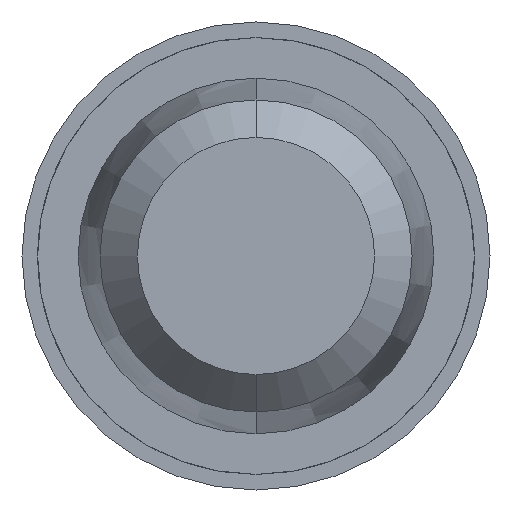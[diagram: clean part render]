
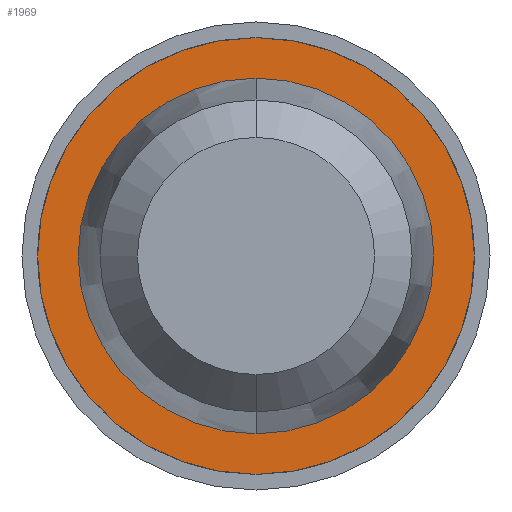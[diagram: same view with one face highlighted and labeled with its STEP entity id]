
A CAD part, front view. The second image highlights one B-rep face of the part: STEP entity #1969.
In plain terms, the highlighted planar face has unit normal (0, -1, 0).
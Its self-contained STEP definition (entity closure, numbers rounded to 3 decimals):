
#36 = AXIS2_PLACEMENT_3D ( 'NONE', #1450, #3977, #2694 ) ;
#150 = CARTESIAN_POINT ( 'NONE',  ( 0., 26., 0. ) ) ;
#161 = DIRECTION ( 'NONE',  ( 0., -1., 0. ) ) ;
#174 = CARTESIAN_POINT ( 'NONE',  ( 0., 26., -0.57 ) ) ;
#188 = VERTEX_POINT ( 'NONE', #174 ) ;
#260 = EDGE_CURVE ( 'Defeature ausgef�hrt2_14+Defeature ausgef�hrt2_15+Defeature ausgef�hrt2_15+Defeature ausgef�hrt2_15', #3451, #2766, #691, .T. ) ;
#277 = DIRECTION ( 'NONE',  ( 0., 0., -1. ) ) ;
#529 = PLANE ( 'NONE',  #36 ) ;
#615 = DIRECTION ( 'NONE',  ( 0., -1., 0. ) ) ;
#639 = DIRECTION ( 'NONE',  ( 0., 0., -1. ) ) ;
#691 = CIRCLE ( 'NONE', #2751, 0.7 ) ;
#751 = CARTESIAN_POINT ( 'NONE',  ( 0., 26., 0.7 ) ) ;
#822 = ORIENTED_EDGE ( 'NONE', *, *, #2735, .F. ) ;
#941 = AXIS2_PLACEMENT_3D ( 'NONE', #2388, #615, #639 ) ;
#1080 = CARTESIAN_POINT ( 'NONE',  ( 0., 26., 0. ) ) ;
#1433 = EDGE_CURVE ( 'Defeature ausgef�hrt2_13+Defeature ausgef�hrt2_14+Defeature ausgef�hrt2_14+Defeature ausgef�hrt2_14', #2461, #188, #2163, .T. ) ;
#1450 = CARTESIAN_POINT ( 'NONE',  ( 0.57, 26., 0. ) ) ;
#1456 = EDGE_LOOP ( 'NONE', ( #2257, #2514 ) ) ;
#1585 = CIRCLE ( 'NONE', #1970, 0.57 ) ;
#1800 = FACE_OUTER_BOUND ( 'NONE', #1456, .T. ) ;
#1939 = EDGE_LOOP ( 'NONE', ( #3784, #822 ) ) ;
#1969 = ADVANCED_FACE ( 'Defeature ausgef�hrt2_14', ( #1800, #3044 ), #529, .T. ) ;
#1970 = AXIS2_PLACEMENT_3D ( 'NONE', #2318, #161, #2336 ) ;
#2010 = DIRECTION ( 'NONE',  ( 0., -1., 0. ) ) ;
#2163 = CIRCLE ( 'NONE', #941, 0.57 ) ;
#2168 = AXIS2_PLACEMENT_3D ( 'NONE', #1080, #2309, #3641 ) ;
#2257 = ORIENTED_EDGE ( 'NONE', *, *, #2390, .T. ) ;
#2309 = DIRECTION ( 'NONE',  ( 0., -1., 0. ) ) ;
#2318 = CARTESIAN_POINT ( 'NONE',  ( 0., 26., 0. ) ) ;
#2336 = DIRECTION ( 'NONE',  ( 0., 0., -1. ) ) ;
#2388 = CARTESIAN_POINT ( 'NONE',  ( 0., 26., 0. ) ) ;
#2390 = EDGE_CURVE ( 'Defeature ausgef�hrt2_14+Defeature ausgef�hrt2_15+Defeature ausgef�hrt2_15+Defeature ausgef�hrt2_15', #2766, #3451, #2422, .T. ) ;
#2422 = CIRCLE ( 'NONE', #2168, 0.7 ) ;
#2461 = VERTEX_POINT ( 'NONE', #2986 ) ;
#2514 = ORIENTED_EDGE ( 'NONE', *, *, #260, .T. ) ;
#2672 = CARTESIAN_POINT ( 'NONE',  ( 0., 26., -0.7 ) ) ;
#2694 = DIRECTION ( 'NONE',  ( 0., 0., -1. ) ) ;
#2735 = EDGE_CURVE ( 'Defeature ausgef�hrt2_13+Defeature ausgef�hrt2_14+Defeature ausgef�hrt2_14+Defeature ausgef�hrt2_14', #188, #2461, #1585, .T. ) ;
#2751 = AXIS2_PLACEMENT_3D ( 'NONE', #150, #2010, #277 ) ;
#2766 = VERTEX_POINT ( 'NONE', #2672 ) ;
#2986 = CARTESIAN_POINT ( 'NONE',  ( 0., 26., 0.57 ) ) ;
#3044 = FACE_BOUND ( 'NONE', #1939, .T. ) ;
#3451 = VERTEX_POINT ( 'NONE', #751 ) ;
#3641 = DIRECTION ( 'NONE',  ( 0., 0., -1. ) ) ;
#3784 = ORIENTED_EDGE ( 'NONE', *, *, #1433, .F. ) ;
#3977 = DIRECTION ( 'NONE',  ( 0., -1., 0. ) ) ;
